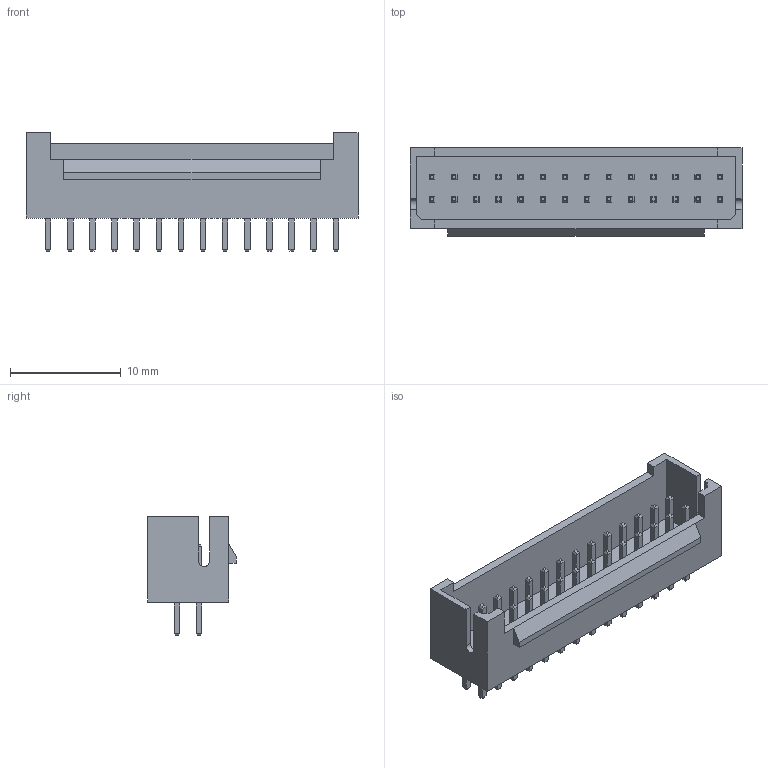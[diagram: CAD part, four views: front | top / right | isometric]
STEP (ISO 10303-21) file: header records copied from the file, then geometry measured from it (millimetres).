
FILE_DESCRIPTION (( 'STEP AP214' ), '1' );
FILE_NAME ('User Library-phb-2x14.STEP', '2021-01-23T07:36:41', ( '' ), ( '' ), 'SwSTEP 2.0', 'SolidWorks 2020', '' );
FILE_SCHEMA (( 'AUTOMOTIVE_DESIGN' ));
Length unit declared in the file: millimetre
Products named in the file (3): User Library-phb-2x14; PIN_0_5X0_5; PHB-2X14
Assembly tree (29 placements, depth 2):
  User Library-phb-2x14
    PHB-2X14
    PIN_0_5X0_5  x28
Bounding box: 30 x 8 x 10.7 mm (x, y, z)
Volume: 610.3 mm3; surface area: 1819.9 mm2
Topology: 29 solids, 29 shells, 537 faces, 1211 edges, 732 vertices
Faces by surface type: plane 535, cylinder 2
Entity records: 7260 total; most frequent: CARTESIAN_POINT 946, ORIENTED_EDGE 910, DIRECTION 841, EDGE_CURVE 455, LINE 451, VECTOR 451, VERTEX_POINT 300, EDGE_LOOP 215
